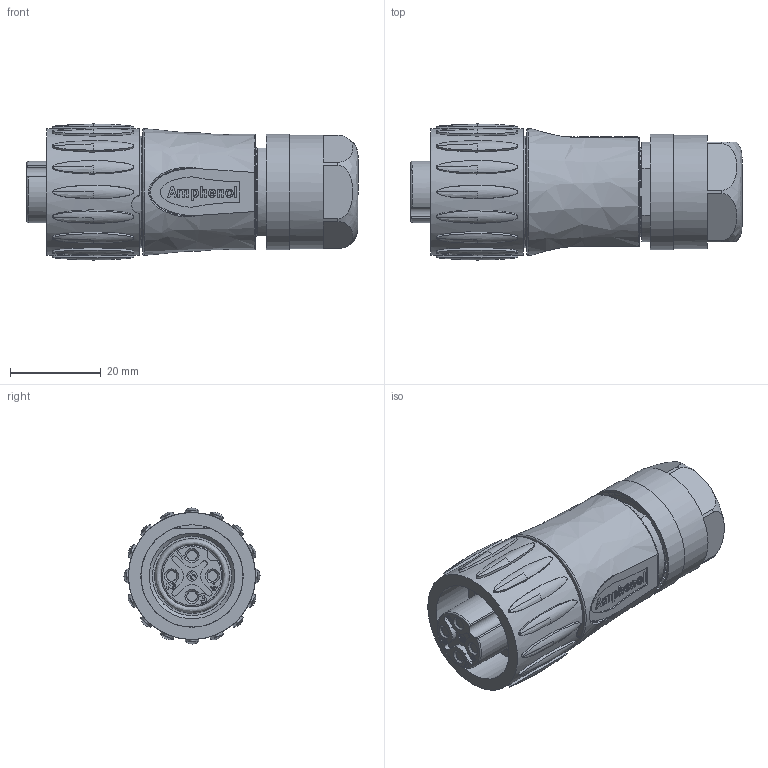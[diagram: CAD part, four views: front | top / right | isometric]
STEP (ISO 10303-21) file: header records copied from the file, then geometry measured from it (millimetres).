
FILE_DESCRIPTION(/* description */ (''),/* implementation_level */ '2;1');
FILE_NAME(/* name */ 'c016 20d003 xxx 1xnxm001-02.stp',/* time_stamp */ '2017-08-21T09:51:06+02:00',/* author */ (''),/* organization */ (''),/* preprocessor_version */ 'ST-DEVELOPER v15',/* originating_system */ 'SIEMENS PLM Software NX 9.0',/* authorisation */ '');
FILE_SCHEMA (('AP203_CONFIGURATION_CONTROLLED_3D_DESIGN_OF_MECHANICAL_PARTS_AND_ASSEMBLIES_MIM_LF { 1 0 10303 403 2 1 2}'));
Products named in the file (1): rsch1B6477330w5s
Bounding box: 73.2 x 30 x 30 mm (x, y, z)
Volume: 24685.8 mm3; surface area: 18034.5 mm2
Topology: 1 solids, 8 shells, 1310 faces, 3704 edges, 2404 vertices
Faces by surface type: plane 802, cylinder 279, bspline 151, cone 56, extrusion 20, sphere 2
Full cylindrical faces by diameter (mm): 2.25 x1, 2.3 x4, 9 x1, 13.6 x1, 14.2 x1, 14.5 x1, 16.2 x2, 17 x1, 17.5 x1, 17.7 x2, 17.8 x2, 18.8 x2, 19.4 x1, 19.9 x1, 20 x1, 20.8 x1, 21.2 x2, 22.6 x1, 22.8 x1, 23 x1, 24.5 x1, 25 x2, 25.5 x1, 28 x1
Entity records: 50679 total; most frequent: CARTESIAN_POINT 18302, ORIENTED_EDGE 7106, DIRECTION 6125, EDGE_CURVE 3553, VERTEX_POINT 2376, VECTOR 2207, LINE 2187, AXIS2_PLACEMENT_3D 1959
